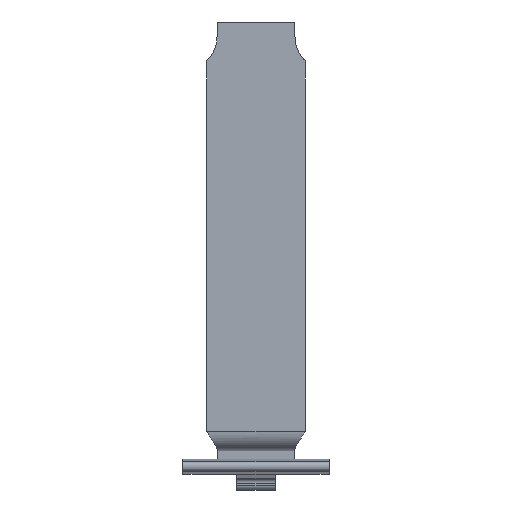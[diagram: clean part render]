
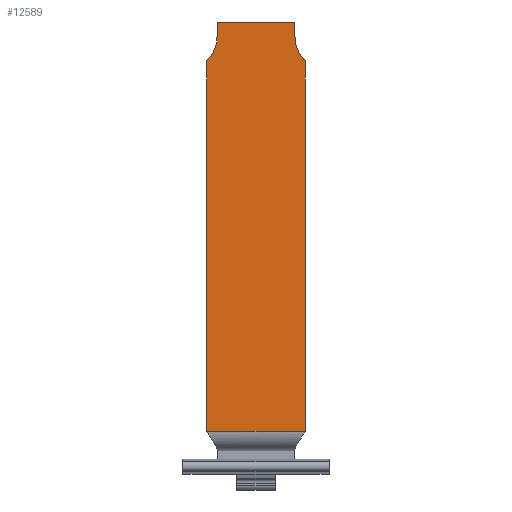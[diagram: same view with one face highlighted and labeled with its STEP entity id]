
A CAD part, top view. The second image highlights one B-rep face of the part: STEP entity #12589.
In plain terms, the highlighted planar face has unit normal (0, 0, 1).
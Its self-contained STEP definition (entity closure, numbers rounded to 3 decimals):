
#21=CIRCLE('',#12898,3.5);
#22=CIRCLE('',#12903,3.5);
#362=PLANE('',#12907);
#1023=FACE_OUTER_BOUND('',#1736,.T.);
#1736=EDGE_LOOP('',(#11402,#11403,#11404,#11405,#11406,#11407,#11408,#11409));
#2806=LINE('',#25803,#3917);
#2811=LINE('',#25825,#3922);
#2814=LINE('',#25844,#3925);
#2816=LINE('',#25865,#3927);
#2817=LINE('',#25868,#3928);
#2819=LINE('',#25888,#3930);
#3917=VECTOR('',#14531,10.);
#3922=VECTOR('',#14544,10.);
#3925=VECTOR('',#14555,10.);
#3927=VECTOR('',#14559,10.);
#3928=VECTOR('',#14562,10.);
#3930=VECTOR('',#14566,10.);
#5912=VERTEX_POINT('',#25800);
#5913=VERTEX_POINT('',#25802);
#5915=VERTEX_POINT('',#25808);
#5917=VERTEX_POINT('',#25818);
#5921=VERTEX_POINT('',#25830);
#5922=VERTEX_POINT('',#25832);
#5924=VERTEX_POINT('',#25848);
#5925=VERTEX_POINT('',#25867);
#7746=EDGE_CURVE('',#5912,#5913,#2806,.T.);
#7750=EDGE_CURVE('',#5917,#5915,#21,.T.);
#7754=EDGE_CURVE('',#5912,#5917,#2811,.T.);
#7757=EDGE_CURVE('',#5922,#5921,#22,.T.);
#7760=EDGE_CURVE('',#5921,#5913,#2814,.T.);
#7763=EDGE_CURVE('',#5924,#5915,#2816,.T.);
#7764=EDGE_CURVE('',#5925,#5922,#2817,.T.);
#7767=EDGE_CURVE('',#5925,#5924,#2819,.T.);
#11402=ORIENTED_EDGE('',*,*,#7754,.T.);
#11403=ORIENTED_EDGE('',*,*,#7750,.T.);
#11404=ORIENTED_EDGE('',*,*,#7763,.F.);
#11405=ORIENTED_EDGE('',*,*,#7767,.F.);
#11406=ORIENTED_EDGE('',*,*,#7764,.T.);
#11407=ORIENTED_EDGE('',*,*,#7757,.T.);
#11408=ORIENTED_EDGE('',*,*,#7760,.T.);
#11409=ORIENTED_EDGE('',*,*,#7746,.F.);
#12589=ADVANCED_FACE('',(#1023),#362,.T.);
#12898=AXIS2_PLACEMENT_3D('',#25819,#14536,#14537);
#12903=AXIS2_PLACEMENT_3D('',#25833,#14550,#14551);
#12907=AXIS2_PLACEMENT_3D('',#25887,#14564,#14565);
#14531=DIRECTION('',(1.,0.,0.));
#14536=DIRECTION('center_axis',(0.,0.,-1.));
#14537=DIRECTION('ref_axis',(0.7,-0.714,0.));
#14544=DIRECTION('',(0.,-1.,0.));
#14550=DIRECTION('center_axis',(0.,0.,-1.));
#14551=DIRECTION('ref_axis',(1.,0.,0.));
#14555=DIRECTION('',(0.,1.,0.));
#14559=DIRECTION('',(0.,1.,0.));
#14562=DIRECTION('',(0.,1.,0.));
#14564=DIRECTION('center_axis',(0.,0.,1.));
#14565=DIRECTION('ref_axis',(1.,0.,0.));
#14566=DIRECTION('',(-1.,0.,0.));
#25800=CARTESIAN_POINT('',(-4.,44.,0.625));
#25802=CARTESIAN_POINT('',(4.,44.,0.625));
#25803=CARTESIAN_POINT('',(-5.05,44.,0.625));
#25808=CARTESIAN_POINT('',(-5.05,40.,0.625));
#25818=CARTESIAN_POINT('',(-4.,42.499,0.625));
#25819=CARTESIAN_POINT('Origin',(-7.5,42.499,0.625));
#25825=CARTESIAN_POINT('',(-4.,22.,0.625));
#25830=CARTESIAN_POINT('',(4.,42.499,0.625));
#25832=CARTESIAN_POINT('',(5.05,40.,0.625));
#25833=CARTESIAN_POINT('Origin',(7.5,42.499,0.625));
#25844=CARTESIAN_POINT('',(4.,21.25,0.625));
#25848=CARTESIAN_POINT('',(-5.05,2.,0.625));
#25865=CARTESIAN_POINT('',(-5.05,0.,0.625));
#25867=CARTESIAN_POINT('',(5.05,2.,0.625));
#25868=CARTESIAN_POINT('',(5.05,0.,0.625));
#25887=CARTESIAN_POINT('Origin',(-5.05,0.,0.625));
#25888=CARTESIAN_POINT('',(-2.525,2.,0.625));
